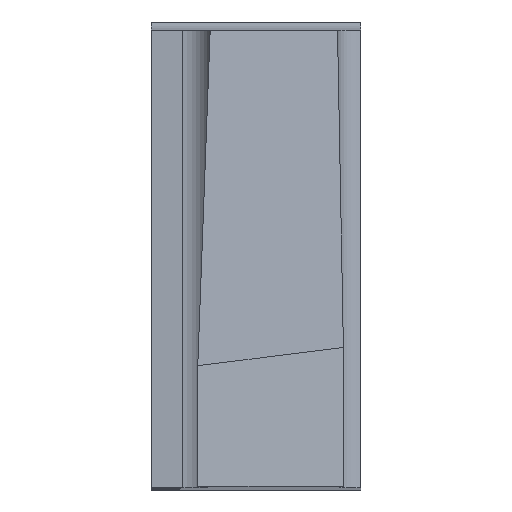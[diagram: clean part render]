
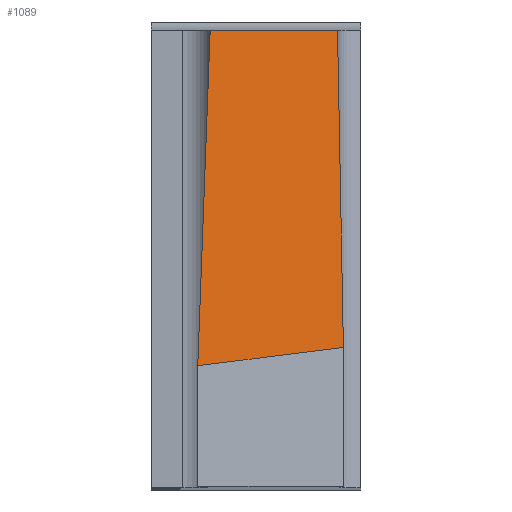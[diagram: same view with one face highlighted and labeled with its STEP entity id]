
A CAD part, top view. The second image highlights one B-rep face of the part: STEP entity #1089.
In plain terms, the highlighted planar face has unit normal (0, 0.904, 0.427).
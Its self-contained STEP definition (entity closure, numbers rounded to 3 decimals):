
#50 = B_SPLINE_CURVE_WITH_KNOTS ( 'NONE', 1,
 ( #323, #322 ),
 .UNSPECIFIED., .F., .F.,
 ( 2, 2 ),
 ( 1.571, 1.588 ),
 .UNSPECIFIED. ) ;
#66 = CARTESIAN_POINT ( 'NONE',  ( 3.3, -1.611, 24.58 ) ) ;
#110 = CARTESIAN_POINT ( 'NONE',  ( 1.013, 3.85, 13.027 ) ) ;
#124 = VERTEX_POINT ( 'NONE', #1230 ) ;
#155 = DIRECTION ( 'NONE',  ( 0., -0.427, 0.904 ) ) ;
#159 = CARTESIAN_POINT ( 'NONE',  ( 3.3, -1.611, 24.579 ) ) ;
#165 = CARTESIAN_POINT ( 'NONE',  ( 3.299, -1.611, 24.58 ) ) ;
#181 = CARTESIAN_POINT ( 'NONE',  ( 3.6, 3.85, 13.027 ) ) ;
#184 = CARTESIAN_POINT ( 'NONE',  ( 3.299, -1.611, 24.58 ) ) ;
#214 = CARTESIAN_POINT ( 'NONE',  ( 3.199, 3.85, 13.027 ) ) ;
#225 = ORIENTED_EDGE ( 'NONE', *, *, #737, .F. ) ;
#231 = AXIS2_PLACEMENT_3D ( 'NONE', #1174, #361, #155 ) ;
#235 = VERTEX_POINT ( 'NONE', #214 ) ;
#301 = ORIENTED_EDGE ( 'NONE', *, *, #982, .F. ) ;
#307 = CARTESIAN_POINT ( 'NONE',  ( 3.3, -1.611, 24.58 ) ) ;
#310 = VERTEX_POINT ( 'NONE', #549 ) ;
#322 = CARTESIAN_POINT ( 'NONE',  ( 0.8, -1.927, 25.249 ) ) ;
#323 = CARTESIAN_POINT ( 'NONE',  ( 0.8, -1.927, 25.249 ) ) ;
#326 = CARTESIAN_POINT ( 'NONE',  ( 0.8, -1.927, 25.249 ) ) ;
#348 = EDGE_CURVE ( 'NONE', #1258, #1170, #450, .T. ) ;
#361 = DIRECTION ( 'NONE',  ( 0., -0.904, -0.427 ) ) ;
#391 = DIRECTION ( 'NONE',  ( -1., 0., 0. ) ) ;
#394 = ORIENTED_EDGE ( 'NONE', *, *, #991, .F. ) ;
#435 =( BOUNDED_CURVE ( )  B_SPLINE_CURVE ( 3, ( #971, #983, #1000, #1038 ),
 .UNSPECIFIED., .F., .F. ) 
 B_SPLINE_CURVE_WITH_KNOTS ( ( 4, 4 ),
 ( 6.021, 7.854 ),
 .UNSPECIFIED. ) 
 CURVE ( )  GEOMETRIC_REPRESENTATION_ITEM ( )  RATIONAL_B_SPLINE_CURVE ( ( 1., 0.739, 0.739, 1. ) ) 
 REPRESENTATION_ITEM ( '' )  );
#447 = VECTOR ( 'NONE', #391, 1000. ) ;
#450 =( BOUNDED_CURVE ( )  B_SPLINE_CURVE ( 3, ( #159, #307, #66, #165 ),
 .UNSPECIFIED., .F., .F. ) 
 B_SPLINE_CURVE_WITH_KNOTS ( ( 4, 4 ),
 ( 4.704, 6.021 ),
 .UNSPECIFIED. ) 
 CURVE ( )  GEOMETRIC_REPRESENTATION_ITEM ( )  RATIONAL_B_SPLINE_CURVE ( ( 1., 0.86, 0.86, 1. ) ) 
 REPRESENTATION_ITEM ( '' )  );
#467 = VERTEX_POINT ( 'NONE', #326 ) ;
#471 = LINE ( 'NONE', #181, #447 ) ;
#476 = CARTESIAN_POINT ( 'NONE',  ( 3.307, -1.61, 24.578 ) ) ;
#479 = FACE_OUTER_BOUND ( 'NONE', #1249, .T. ) ;
#509 = CARTESIAN_POINT ( 'NONE',  ( 0.797, -2.015, 25.434 ) ) ;
#549 = CARTESIAN_POINT ( 'NONE',  ( 0.801, -1.928, 25.25 ) ) ;
#588 = VECTOR ( 'NONE', #778, 1000. ) ;
#595 = LINE ( 'NONE', #977, #588 ) ;
#634 = DIRECTION ( 'NONE',  ( 0.016, 0.427, -0.904 ) ) ;
#657 = PLANE ( 'NONE',  #231 ) ;
#700 = VECTOR ( 'NONE', #634, 1000. ) ;
#722 = LINE ( 'NONE', #509, #700 ) ;
#737 = EDGE_CURVE ( 'NONE', #310, #467, #435, .T. ) ;
#746 = ORIENTED_EDGE ( 'NONE', *, *, #903, .T. ) ;
#753 = ORIENTED_EDGE ( 'NONE', *, *, #348, .F. ) ;
#778 = DIRECTION ( 'NONE',  ( 0.008, -0.427, 0.904 ) ) ;
#813 = ORIENTED_EDGE ( 'NONE', *, *, #946, .F. ) ;
#903 = EDGE_CURVE ( 'NONE', #310, #1170, #1292, .T. ) ;
#946 = EDGE_CURVE ( 'NONE', #124, #1167, #722, .T. ) ;
#971 = CARTESIAN_POINT ( 'NONE',  ( 0.801, -1.928, 25.25 ) ) ;
#977 = CARTESIAN_POINT ( 'NONE',  ( 3.308, -2.035, 25.476 ) ) ;
#982 = EDGE_CURVE ( 'NONE', #235, #1258, #595, .T. ) ;
#983 = CARTESIAN_POINT ( 'NONE',  ( 0.801, -1.928, 25.25 ) ) ;
#991 = EDGE_CURVE ( 'NONE', #467, #124, #50, .T. ) ;
#1000 = CARTESIAN_POINT ( 'NONE',  ( 0.8, -1.928, 25.249 ) ) ;
#1006 = CARTESIAN_POINT ( 'NONE',  ( 3.3, -1.611, 24.579 ) ) ;
#1029 = ORIENTED_EDGE ( 'NONE', *, *, #1117, .T. ) ;
#1038 = CARTESIAN_POINT ( 'NONE',  ( 0.8, -1.927, 25.249 ) ) ;
#1089 = ADVANCED_FACE ( 'NONE', ( #479 ), #657, .F. ) ;
#1092 = DIRECTION ( 'NONE',  ( 0.959, 0.121, -0.257 ) ) ;
#1117 = EDGE_CURVE ( 'NONE', #235, #1167, #471, .T. ) ;
#1167 = VERTEX_POINT ( 'NONE', #110 ) ;
#1170 = VERTEX_POINT ( 'NONE', #184 ) ;
#1174 = CARTESIAN_POINT ( 'NONE',  ( 3.6, -2.034, 25.474 ) ) ;
#1230 = CARTESIAN_POINT ( 'NONE',  ( 0.8, -1.927, 25.249 ) ) ;
#1249 = EDGE_LOOP ( 'NONE', ( #225, #746, #753, #301, #1029, #813, #394 ) ) ;
#1258 = VERTEX_POINT ( 'NONE', #1006 ) ;
#1278 = VECTOR ( 'NONE', #1092, 1000. ) ;
#1292 = LINE ( 'NONE', #476, #1278 ) ;
